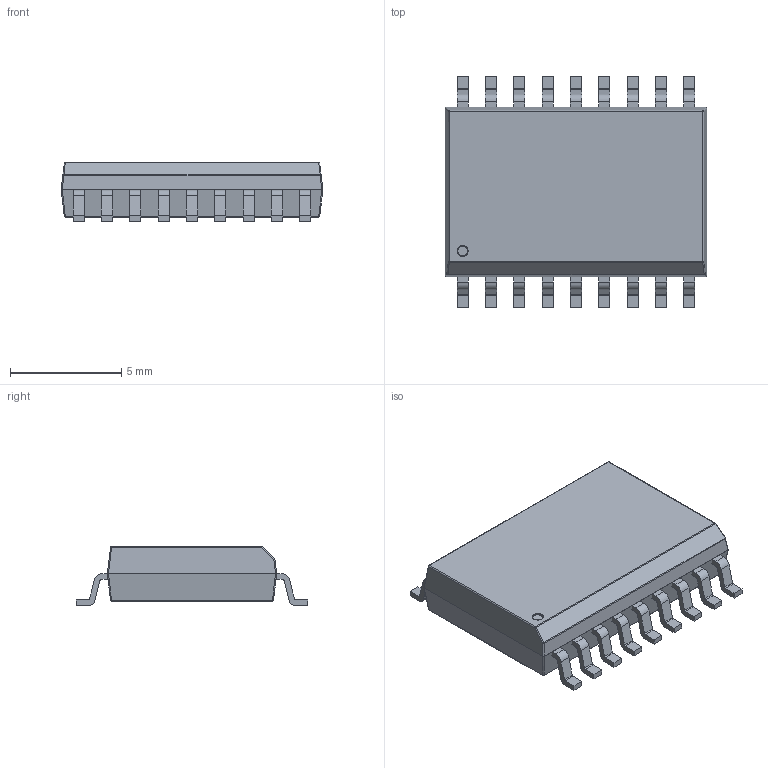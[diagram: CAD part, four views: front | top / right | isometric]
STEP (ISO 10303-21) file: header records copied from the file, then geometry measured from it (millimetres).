
FILE_DESCRIPTION(('STEP AP214'), '1');
FILE_NAME('SOIC-18W', '', ('UNSPECIFIED'), ('UNSPECIFIED'), 'ASCON STEP Converter 1.3', 'ASCON Math Kernel', '');
FILE_SCHEMA(('AUTOMOTIVE_DESIGN { 1 0 10303 214 3 1 1}'));
Length unit declared in the file: millimetre
Bounding box: 11.75 x 10.4 x 2.65 mm (x, y, z)
Volume: 215.5 mm3; surface area: 326.6 mm2
Topology: 19 solids, 19 shells, 296 faces, 902 edges, 681 vertices
Faces by surface type: plane 192, cylinder 95, bspline 8, torus 1
Full cylindrical faces by diameter (mm): 0.5 x1
Entity records: 12754 total; most frequent: CARTESIAN_POINT 2014, DIRECTION 1669, ORIENTED_EDGE 1512, EDGE_CURVE 756, LINE 621, VECTOR 621, AXIS2_PLACEMENT_3D 524, VERTEX_POINT 501
